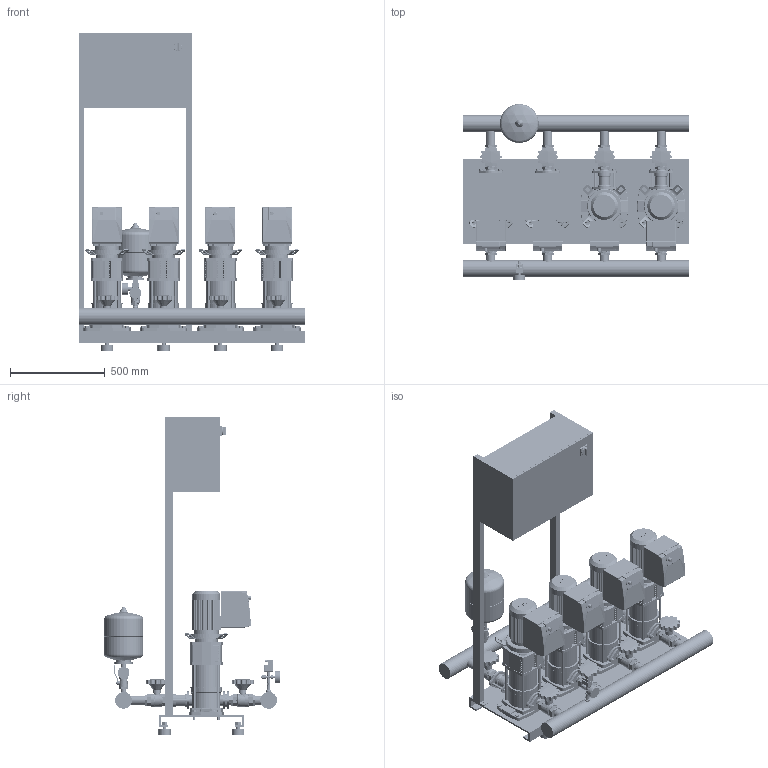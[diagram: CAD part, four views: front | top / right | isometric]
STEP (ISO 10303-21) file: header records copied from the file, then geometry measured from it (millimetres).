
FILE_DESCRIPTION((''),'2;1');
FILE_NAME('3d_COR-4HELIXVE1002_K_CCE-01-2535975.stp','2015-10-05T07:11:44',(''),(''),'Mechanical Desktop 2009','Mechanical Desktop 2009',', , ');
FILE_SCHEMA(('CONFIG_CONTROL_DESIGN'));
Length unit declared in the file: millimetre
Products named in the file (1): Product
Bounding box: 1200 x 930 x 1685 mm (x, y, z)
Volume: 173651450.5 mm3; surface area: 10681343.8 mm2
Topology: 234 solids, 234 shells, 6241 faces, 15895 edges, 10340 vertices
Faces by surface type: plane 2084, bspline 1846, cylinder 1814, cone 237, torus 180, sphere 80
Entity records: 205828 total; most frequent: CARTESIAN_POINT 57170, ORIENTED_EDGE 31650, DIRECTION 29222, EDGE_CURVE 15825, VERTEX_POINT 10333, AXIS2_PLACEMENT_3D 9893, VECTOR 9436, LINE 9436
